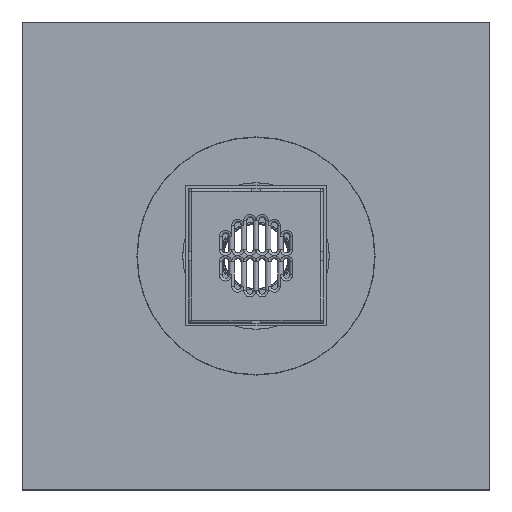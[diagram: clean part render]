
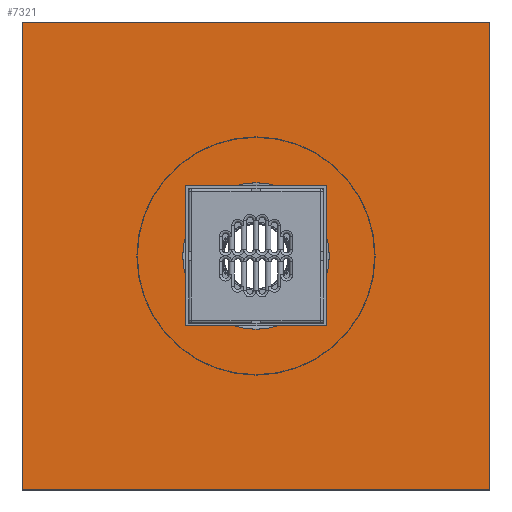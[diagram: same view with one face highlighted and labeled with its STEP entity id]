
A CAD part, top view. The second image highlights one B-rep face of the part: STEP entity #7321.
In plain terms, the highlighted planar face has unit normal (0, 0, 1).
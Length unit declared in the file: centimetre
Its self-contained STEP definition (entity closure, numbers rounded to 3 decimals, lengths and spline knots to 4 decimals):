
#475=FACE_BOUND('',#1144,.T.);
#581=FACE_OUTER_BOUND('',#1143,.T.);
#1143=EDGE_LOOP('',(#4647,#4648,#4649,#4650));
#1144=EDGE_LOOP('',(#4651));
#1770=CIRCLE('',#9074,78.2516);
#2398=VERTEX_POINT('',#13320);
#2400=VERTEX_POINT('',#13324);
#2401=VERTEX_POINT('',#13328);
#2403=VERTEX_POINT('',#13331);
#2422=VERTEX_POINT('',#13399);
#3212=EDGE_CURVE('',#2398,#2400,#7867,.T.);
#3214=EDGE_CURVE('',#2403,#2401,#7869,.T.);
#3217=EDGE_CURVE('',#2400,#2403,#7872,.T.);
#3220=EDGE_CURVE('',#2398,#2401,#7875,.T.);
#3248=EDGE_CURVE('',#2422,#2422,#1770,.T.);
#4647=ORIENTED_EDGE('',*,*,#3220,.F.);
#4648=ORIENTED_EDGE('',*,*,#3212,.T.);
#4649=ORIENTED_EDGE('',*,*,#3217,.T.);
#4650=ORIENTED_EDGE('',*,*,#3214,.T.);
#4651=ORIENTED_EDGE('',*,*,#3248,.T.);
#7068=PLANE('',#9077);
#7321=ADVANCED_FACE('',(#581,#475),#7068,.T.);
#7867=LINE('',#13326,#8421);
#7869=LINE('',#13332,#8423);
#7872=LINE('',#13337,#8426);
#7875=LINE('',#13341,#8429);
#8421=VECTOR('',#10359,1.);
#8423=VECTOR('',#10363,1.);
#8426=VECTOR('',#10368,1.);
#8429=VECTOR('',#10373,1.);
#9074=AXIS2_PLACEMENT_3D('',#13400,#10447,#10448);
#9077=AXIS2_PLACEMENT_3D('',#13403,#10453,#10454);
#10359=DIRECTION('',(1.,0.,0.));
#10363=DIRECTION('',(-1.,0.,0.));
#10368=DIRECTION('',(0.,1.,0.));
#10373=DIRECTION('',(0.,1.,0.));
#10447=DIRECTION('center_axis',(0.,0.,-1.));
#10448=DIRECTION('ref_axis',(1.,0.,0.));
#10453=DIRECTION('center_axis',(0.,0.,1.));
#10454=DIRECTION('ref_axis',(0.,1.,0.));
#13320=CARTESIAN_POINT('',(-250.,-250.,251.5));
#13324=CARTESIAN_POINT('',(250.,-250.,251.5));
#13326=CARTESIAN_POINT('',(0.,-250.,251.5));
#13328=CARTESIAN_POINT('',(-250.,250.,251.5));
#13331=CARTESIAN_POINT('',(250.,250.,251.5));
#13332=CARTESIAN_POINT('',(0.,250.,251.5));
#13337=CARTESIAN_POINT('',(250.,0.,251.5));
#13341=CARTESIAN_POINT('',(-250.,0.,251.5));
#13399=CARTESIAN_POINT('',(0.,-78.2516,251.5));
#13400=CARTESIAN_POINT('Origin',(0.,0.,251.5));
#13403=CARTESIAN_POINT('Origin',(0.,0.,251.5));
